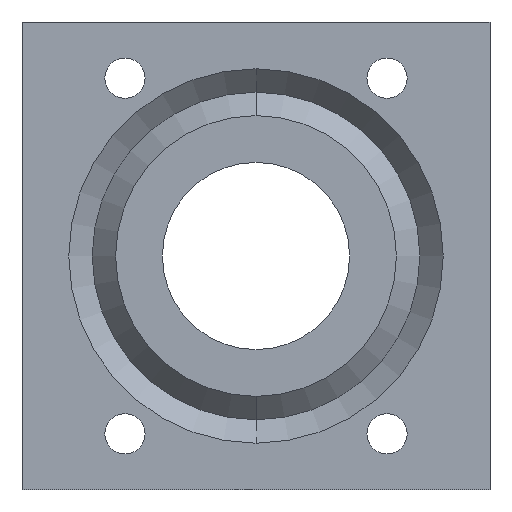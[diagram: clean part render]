
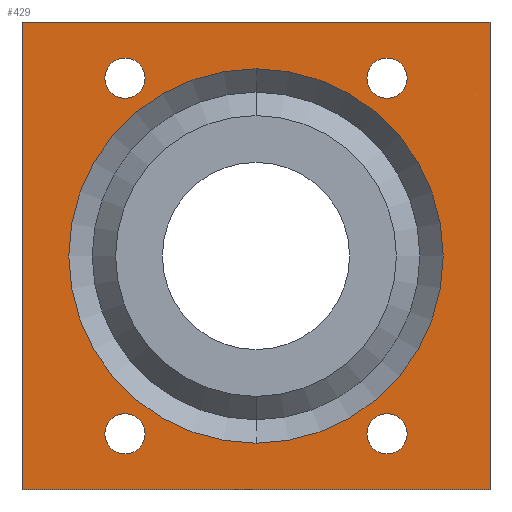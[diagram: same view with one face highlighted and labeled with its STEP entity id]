
A CAD part, front view. The second image highlights one B-rep face of the part: STEP entity #429.
In plain terms, the highlighted planar face has unit normal (0, -1, 0).
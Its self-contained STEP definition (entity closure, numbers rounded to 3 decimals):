
#2 = PLANE ( 'NONE',  #326 ) ;
#16 = AXIS2_PLACEMENT_3D ( 'NONE', #998, #748, #120 ) ;
#25 = ORIENTED_EDGE ( 'NONE', *, *, #898, .T. ) ;
#29 = LINE ( 'NONE', #559, #364 ) ;
#31 = CIRCLE ( 'NONE', #233, 2.15 ) ;
#39 = VERTEX_POINT ( 'NONE', #272 ) ;
#42 = CARTESIAN_POINT ( 'NONE',  ( 0., 0., 0. ) ) ;
#43 = ORIENTED_EDGE ( 'NONE', *, *, #211, .F. ) ;
#50 = AXIS2_PLACEMENT_3D ( 'NONE', #69, #837, #413 ) ;
#49 = CARTESIAN_POINT ( 'NONE',  ( 14., 0., 16.85 ) ) ;
#52 = CIRCLE ( 'NONE', #784, 2.15 ) ;
#67 = ORIENTED_EDGE ( 'NONE', *, *, #629, .T. ) ;
#69 = CARTESIAN_POINT ( 'NONE',  ( 14., 0., -19. ) ) ;
#78 = FACE_OUTER_BOUND ( 'NONE', #204, .T. ) ;
#84 = AXIS2_PLACEMENT_3D ( 'NONE', #215, #391, #208 ) ;
#94 = VERTEX_POINT ( 'NONE', #538 ) ;
#103 = CIRCLE ( 'NONE', #697, 2.15 ) ;
#111 = ORIENTED_EDGE ( 'NONE', *, *, #1084, .F. ) ;
#120 = DIRECTION ( 'NONE',  ( 0., 0., 1. ) ) ;
#121 = VERTEX_POINT ( 'NONE', #893 ) ;
#160 = FACE_BOUND ( 'NONE', #249, .T. ) ;
#168 = DIRECTION ( 'NONE',  ( 0., 0., 1. ) ) ;
#174 = VECTOR ( 'NONE', #923, 1000. ) ;
#175 = AXIS2_PLACEMENT_3D ( 'NONE', #269, #868, #617 ) ;
#178 = EDGE_CURVE ( 'NONE', #121, #611, #29, .T. ) ;
#204 = EDGE_LOOP ( 'NONE', ( #492, #517, #300, #111 ) ) ;
#208 = DIRECTION ( 'NONE',  ( 0., 0., 1. ) ) ;
#211 = EDGE_CURVE ( 'NONE', #94, #853, #511, .T. ) ;
#214 = VERTEX_POINT ( 'NONE', #393 ) ;
#215 = CARTESIAN_POINT ( 'NONE',  ( 14., 0., 19. ) ) ;
#217 = LINE ( 'NONE', #572, #174 ) ;
#224 = DIRECTION ( 'NONE',  ( 0., 0., 1. ) ) ;
#229 = AXIS2_PLACEMENT_3D ( 'NONE', #297, #379, #733 ) ;
#233 = AXIS2_PLACEMENT_3D ( 'NONE', #252, #448, #168 ) ;
#245 = FACE_BOUND ( 'NONE', #900, .T. ) ;
#249 = EDGE_LOOP ( 'NONE', ( #67, #396 ) ) ;
#252 = CARTESIAN_POINT ( 'NONE',  ( -14., 0., 19. ) ) ;
#257 = CARTESIAN_POINT ( 'NONE',  ( -14., 0., -21.15 ) ) ;
#269 = CARTESIAN_POINT ( 'NONE',  ( 14., 0., -19. ) ) ;
#272 = CARTESIAN_POINT ( 'NONE',  ( -14., 0., 16.85 ) ) ;
#297 = CARTESIAN_POINT ( 'NONE',  ( 14., 0., 19. ) ) ;
#298 = EDGE_CURVE ( 'NONE', #411, #214, #217, .T. ) ;
#300 = ORIENTED_EDGE ( 'NONE', *, *, #298, .F. ) ;
#307 = CIRCLE ( 'NONE', #50, 2.15 ) ;
#322 = VERTEX_POINT ( 'NONE', #1041 ) ;
#326 = AXIS2_PLACEMENT_3D ( 'NONE', #783, #431, #434 ) ;
#334 = CARTESIAN_POINT ( 'NONE',  ( -14., 0., -19. ) ) ;
#339 = CARTESIAN_POINT ( 'NONE',  ( 25., 0., -25. ) ) ;
#364 = VECTOR ( 'NONE', #1076, 1000. ) ;
#371 = VERTEX_POINT ( 'NONE', #948 ) ;
#375 = DIRECTION ( 'NONE',  ( 0., -1., 0. ) ) ;
#379 = DIRECTION ( 'NONE',  ( 0., 1., 0. ) ) ;
#391 = DIRECTION ( 'NONE',  ( 0., 1., 0. ) ) ;
#393 = CARTESIAN_POINT ( 'NONE',  ( -25., 0., 25. ) ) ;
#396 = ORIENTED_EDGE ( 'NONE', *, *, #442, .T. ) ;
#411 = VERTEX_POINT ( 'NONE', #576 ) ;
#413 = DIRECTION ( 'NONE',  ( 0., 0., 1. ) ) ;
#429 = ADVANCED_FACE ( 'NONE', ( #245, #599, #160, #1054, #792, #78 ), #2, .F. ) ;
#431 = DIRECTION ( 'NONE',  ( 0., 1., 0. ) ) ;
#434 = DIRECTION ( 'NONE',  ( 0., 0., 1. ) ) ;
#436 = CARTESIAN_POINT ( 'NONE',  ( 0., 0., 20. ) ) ;
#440 = VERTEX_POINT ( 'NONE', #257 ) ;
#442 = EDGE_CURVE ( 'NONE', #875, #1089, #477, .T. ) ;
#444 = DIRECTION ( 'NONE',  ( 0., 0., 1. ) ) ;
#448 = DIRECTION ( 'NONE',  ( 0., 1., 0. ) ) ;
#449 = CARTESIAN_POINT ( 'NONE',  ( -25., 0., 25. ) ) ;
#472 = ORIENTED_EDGE ( 'NONE', *, *, #1003, .T. ) ;
#477 = CIRCLE ( 'NONE', #175, 2.15 ) ;
#480 = ORIENTED_EDGE ( 'NONE', *, *, #908, .F. ) ;
#492 = ORIENTED_EDGE ( 'NONE', *, *, #178, .F. ) ;
#501 = EDGE_LOOP ( 'NONE', ( #674, #782 ) ) ;
#502 = CARTESIAN_POINT ( 'NONE',  ( 14., 0., -16.85 ) ) ;
#511 = CIRCLE ( 'NONE', #971, 20. ) ;
#515 = DIRECTION ( 'NONE',  ( 0., 1., 0. ) ) ;
#517 = ORIENTED_EDGE ( 'NONE', *, *, #858, .F. ) ;
#524 = LINE ( 'NONE', #449, #863 ) ;
#534 = EDGE_CURVE ( 'NONE', #39, #997, #31, .T. ) ;
#535 = ORIENTED_EDGE ( 'NONE', *, *, #953, .T. ) ;
#538 = CARTESIAN_POINT ( 'NONE',  ( 0., 0., -20. ) ) ;
#547 = CIRCLE ( 'NONE', #16, 2.15 ) ;
#553 = CIRCLE ( 'NONE', #229, 2.15 ) ;
#559 = CARTESIAN_POINT ( 'NONE',  ( 25., 0., 25. ) ) ;
#564 = EDGE_LOOP ( 'NONE', ( #25, #472 ) ) ;
#572 = CARTESIAN_POINT ( 'NONE',  ( -25., 0., -25. ) ) ;
#576 = CARTESIAN_POINT ( 'NONE',  ( -25., 0., -25. ) ) ;
#579 = DIRECTION ( 'NONE',  ( -1., 0., 0. ) ) ;
#599 = FACE_BOUND ( 'NONE', #741, .T. ) ;
#611 = VERTEX_POINT ( 'NONE', #754 ) ;
#617 = DIRECTION ( 'NONE',  ( 0., 0., 1. ) ) ;
#629 = EDGE_CURVE ( 'NONE', #1089, #875, #307, .T. ) ;
#641 = CARTESIAN_POINT ( 'NONE',  ( -14., 0., 21.15 ) ) ;
#644 = VECTOR ( 'NONE', #579, 1000. ) ;
#649 = DIRECTION ( 'NONE',  ( 0., -1., 0. ) ) ;
#674 = ORIENTED_EDGE ( 'NONE', *, *, #813, .T. ) ;
#697 = AXIS2_PLACEMENT_3D ( 'NONE', #892, #515, #444 ) ;
#733 = DIRECTION ( 'NONE',  ( 0., 0., 1. ) ) ;
#741 = EDGE_LOOP ( 'NONE', ( #1021, #535 ) ) ;
#748 = DIRECTION ( 'NONE',  ( 0., 1., 0. ) ) ;
#754 = CARTESIAN_POINT ( 'NONE',  ( 25., 0., -25. ) ) ;
#782 = ORIENTED_EDGE ( 'NONE', *, *, #534, .T. ) ;
#783 = CARTESIAN_POINT ( 'NONE',  ( 0., 0., 0. ) ) ;
#784 = AXIS2_PLACEMENT_3D ( 'NONE', #334, #1034, #224 ) ;
#792 = FACE_BOUND ( 'NONE', #501, .T. ) ;
#793 = DIRECTION ( 'NONE',  ( 1., 0., 0. ) ) ;
#804 = CARTESIAN_POINT ( 'NONE',  ( 14., 0., -21.15 ) ) ;
#813 = EDGE_CURVE ( 'NONE', #997, #39, #103, .T. ) ;
#837 = DIRECTION ( 'NONE',  ( 0., 1., 0. ) ) ;
#845 = CIRCLE ( 'NONE', #901, 20. ) ;
#853 = VERTEX_POINT ( 'NONE', #436 ) ;
#858 = EDGE_CURVE ( 'NONE', #214, #121, #524, .T. ) ;
#863 = VECTOR ( 'NONE', #793, 1000. ) ;
#868 = DIRECTION ( 'NONE',  ( 0., 1., 0. ) ) ;
#875 = VERTEX_POINT ( 'NONE', #804 ) ;
#892 = CARTESIAN_POINT ( 'NONE',  ( -14., 0., 19. ) ) ;
#893 = CARTESIAN_POINT ( 'NONE',  ( 25., 0., 25. ) ) ;
#898 = EDGE_CURVE ( 'NONE', #322, #1103, #991, .T. ) ;
#900 = EDGE_LOOP ( 'NONE', ( #43, #480 ) ) ;
#901 = AXIS2_PLACEMENT_3D ( 'NONE', #42, #375, #1015 ) ;
#908 = EDGE_CURVE ( 'NONE', #853, #94, #845, .T. ) ;
#912 = CARTESIAN_POINT ( 'NONE',  ( 0., 0., 0. ) ) ;
#923 = DIRECTION ( 'NONE',  ( 0., 0., 1. ) ) ;
#948 = CARTESIAN_POINT ( 'NONE',  ( -14., 0., -16.85 ) ) ;
#953 = EDGE_CURVE ( 'NONE', #440, #371, #547, .T. ) ;
#971 = AXIS2_PLACEMENT_3D ( 'NONE', #912, #649, #1087 ) ;
#991 = CIRCLE ( 'NONE', #84, 2.15 ) ;
#997 = VERTEX_POINT ( 'NONE', #641 ) ;
#998 = CARTESIAN_POINT ( 'NONE',  ( -14., 0., -19. ) ) ;
#1003 = EDGE_CURVE ( 'NONE', #1103, #322, #553, .T. ) ;
#1015 = DIRECTION ( 'NONE',  ( 0., 0., -1. ) ) ;
#1021 = ORIENTED_EDGE ( 'NONE', *, *, #1072, .T. ) ;
#1034 = DIRECTION ( 'NONE',  ( 0., 1., 0. ) ) ;
#1041 = CARTESIAN_POINT ( 'NONE',  ( 14., 0., 21.15 ) ) ;
#1054 = FACE_BOUND ( 'NONE', #564, .T. ) ;
#1072 = EDGE_CURVE ( 'NONE', #371, #440, #52, .T. ) ;
#1076 = DIRECTION ( 'NONE',  ( 0., 0., -1. ) ) ;
#1084 = EDGE_CURVE ( 'NONE', #611, #411, #1108, .T. ) ;
#1087 = DIRECTION ( 'NONE',  ( 0., 0., -1. ) ) ;
#1089 = VERTEX_POINT ( 'NONE', #502 ) ;
#1103 = VERTEX_POINT ( 'NONE', #49 ) ;
#1108 = LINE ( 'NONE', #339, #644 ) ;
